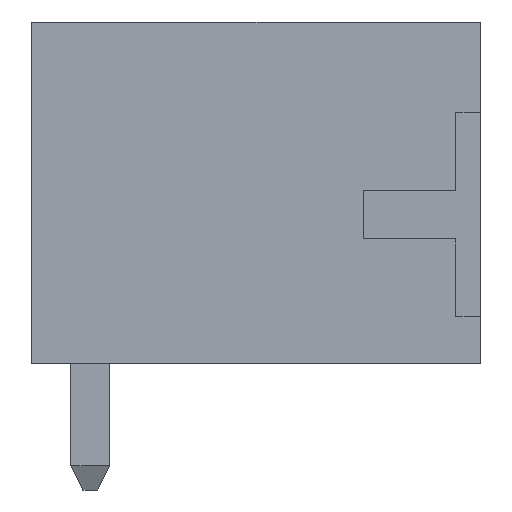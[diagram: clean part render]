
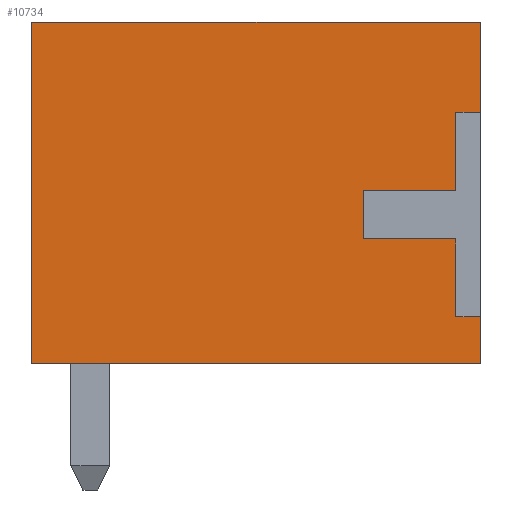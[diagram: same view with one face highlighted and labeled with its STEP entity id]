
A CAD part, left-side view. The second image highlights one B-rep face of the part: STEP entity #10734.
In plain terms, the highlighted planar face has unit normal (-1, 0, 0).
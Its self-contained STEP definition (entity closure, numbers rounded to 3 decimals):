
#288=ORIENTED_EDGE('',*,*,#3455,.F.);
#289=ORIENTED_EDGE('',*,*,#3456,.F.);
#290=ORIENTED_EDGE('',*,*,#3457,.F.);
#291=ORIENTED_EDGE('',*,*,#3458,.F.);
#292=ORIENTED_EDGE('',*,*,#3459,.F.);
#293=ORIENTED_EDGE('',*,*,#3460,.F.);
#294=ORIENTED_EDGE('',*,*,#3461,.F.);
#295=ORIENTED_EDGE('',*,*,#3462,.T.);
#296=ORIENTED_EDGE('',*,*,#3463,.F.);
#297=ORIENTED_EDGE('',*,*,#3464,.F.);
#298=ORIENTED_EDGE('',*,*,#3465,.T.);
#299=ORIENTED_EDGE('',*,*,#3466,.T.);
#3455=EDGE_CURVE('',#5038,#5039,#6099,.T.);
#3456=EDGE_CURVE('',#5040,#5038,#6100,.T.);
#3457=EDGE_CURVE('',#5041,#5040,#6101,.T.);
#3458=EDGE_CURVE('',#5042,#5041,#6102,.T.);
#3459=EDGE_CURVE('',#5043,#5042,#6103,.T.);
#3460=EDGE_CURVE('',#5044,#5043,#6104,.T.);
#3461=EDGE_CURVE('',#5045,#5044,#6105,.T.);
#3462=EDGE_CURVE('',#5045,#5046,#6106,.T.);
#3463=EDGE_CURVE('',#5047,#5046,#6107,.T.);
#3464=EDGE_CURVE('',#5048,#5047,#6108,.T.);
#3465=EDGE_CURVE('',#5048,#5049,#6109,.T.);
#3466=EDGE_CURVE('',#5049,#5039,#6110,.T.);
#5038=VERTEX_POINT('',#14896);
#5039=VERTEX_POINT('',#14897);
#5040=VERTEX_POINT('',#14899);
#5041=VERTEX_POINT('',#14901);
#5042=VERTEX_POINT('',#14903);
#5043=VERTEX_POINT('',#14905);
#5044=VERTEX_POINT('',#14907);
#5045=VERTEX_POINT('',#14909);
#5046=VERTEX_POINT('',#14911);
#5047=VERTEX_POINT('',#14913);
#5048=VERTEX_POINT('',#14915);
#5049=VERTEX_POINT('',#14917);
#6099=LINE('',#14895,#7555);
#6100=LINE('',#14898,#7556);
#6101=LINE('',#14900,#7557);
#6102=LINE('',#14902,#7558);
#6103=LINE('',#14904,#7559);
#6104=LINE('',#14906,#7560);
#6105=LINE('',#14908,#7561);
#6106=LINE('',#14910,#7562);
#6107=LINE('',#14912,#7563);
#6108=LINE('',#14914,#7564);
#6109=LINE('',#14916,#7565);
#6110=LINE('',#14918,#7566);
#7555=VECTOR('',#12041,1000.);
#7556=VECTOR('',#12042,1000.);
#7557=VECTOR('',#12043,1000.);
#7558=VECTOR('',#12044,1000.);
#7559=VECTOR('',#12045,1000.);
#7560=VECTOR('',#12046,1000.);
#7561=VECTOR('',#12047,1000.);
#7562=VECTOR('',#12048,1000.);
#7563=VECTOR('',#12049,1000.);
#7564=VECTOR('',#12050,1000.);
#7565=VECTOR('',#12051,1000.);
#7566=VECTOR('',#12052,1000.);
#8996=EDGE_LOOP('',(#288,#289,#290,#291,#292,#293,#294,#295,#296,#297,#298,
#299));
#9616=FACE_BOUND('',#8996,.T.);
#10236=PLANE('',#11311);
#10734=ADVANCED_FACE('',(#9616),#10236,.F.);
#11311=AXIS2_PLACEMENT_3D('',#14894,#12039,#12040);
#12039=DIRECTION('',(1.,0.,0.));
#12040=DIRECTION('',(0.,0.,-1.));
#12041=DIRECTION('',(0.,-1.,0.));
#12042=DIRECTION('',(0.,0.,-1.));
#12043=DIRECTION('',(0.,-1.,0.));
#12044=DIRECTION('',(0.,0.,-1.));
#12045=DIRECTION('',(0.,1.,0.));
#12046=DIRECTION('',(0.,0.,-1.));
#12047=DIRECTION('',(0.,1.,0.));
#12048=DIRECTION('',(0.,0.,1.));
#12049=DIRECTION('',(0.,-1.,0.));
#12050=DIRECTION('',(0.,0.,1.));
#12051=DIRECTION('',(0.,-1.,0.));
#12052=DIRECTION('',(0.,0.,1.));
#14894=CARTESIAN_POINT('',(-17.9,9.2,-3.5));
#14895=CARTESIAN_POINT('',(-17.9,0.5,-2.55));
#14896=CARTESIAN_POINT('',(-17.9,0.5,-2.55));
#14897=CARTESIAN_POINT('',(-17.9,0.,-2.55));
#14898=CARTESIAN_POINT('',(-17.9,0.5,-0.95));
#14899=CARTESIAN_POINT('',(-17.9,0.5,-0.95));
#14900=CARTESIAN_POINT('',(-17.9,2.4,-0.95));
#14901=CARTESIAN_POINT('',(-17.9,2.4,-0.95));
#14902=CARTESIAN_POINT('',(-17.9,2.4,0.05));
#14903=CARTESIAN_POINT('',(-17.9,2.4,0.05));
#14904=CARTESIAN_POINT('',(-17.9,0.5,0.05));
#14905=CARTESIAN_POINT('',(-17.9,0.5,0.05));
#14906=CARTESIAN_POINT('',(-17.9,0.5,1.65));
#14907=CARTESIAN_POINT('',(-17.9,0.5,1.65));
#14908=CARTESIAN_POINT('',(-17.9,0.,1.65));
#14909=CARTESIAN_POINT('',(-17.9,0.,1.65));
#14910=CARTESIAN_POINT('',(-17.9,0.,-3.5));
#14911=CARTESIAN_POINT('',(-17.9,0.,3.5));
#14912=CARTESIAN_POINT('',(-17.9,9.2,3.5));
#14913=CARTESIAN_POINT('',(-17.9,9.2,3.5));
#14914=CARTESIAN_POINT('',(-17.9,9.2,-3.5));
#14915=CARTESIAN_POINT('',(-17.9,9.2,-3.5));
#14916=CARTESIAN_POINT('',(-17.9,9.2,-3.5));
#14917=CARTESIAN_POINT('',(-17.9,0.,-3.5));
#14918=CARTESIAN_POINT('',(-17.9,0.,-3.5));
